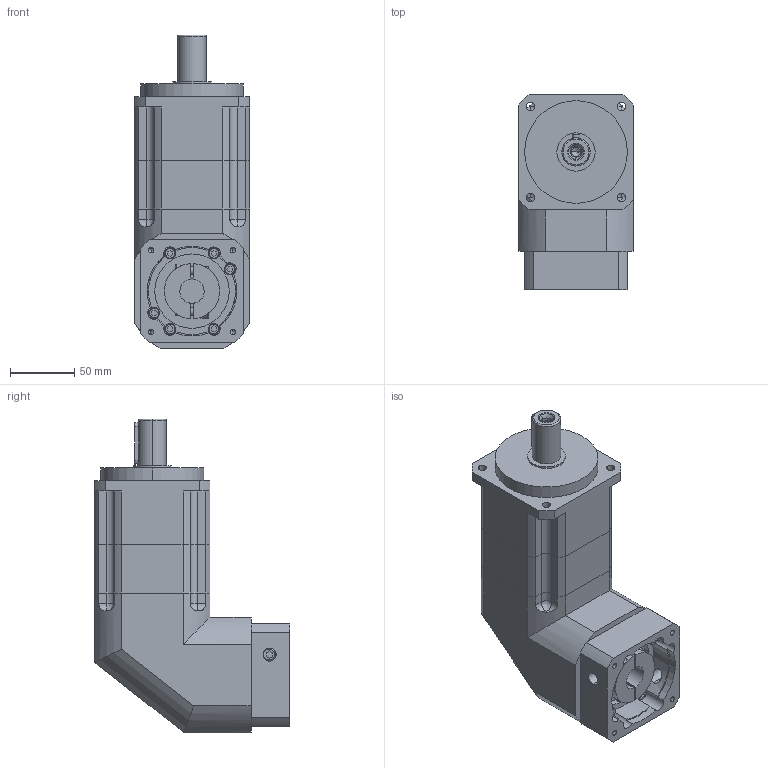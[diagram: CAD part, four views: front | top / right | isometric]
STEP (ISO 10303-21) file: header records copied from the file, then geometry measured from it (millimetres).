
FILE_DESCRIPTION (( 'STEP AP203' ), '1' );
FILE_NAME ('GPBR090-L2-(19-70-90-M5).STEP', '2022-05-26T03:41:52', ( '微软用户' ), ( '微软中国' ), 'SwSTEP 2.0', 'SolidWorks 2018', '' );
FILE_SCHEMA (( 'CONFIG_CONTROL_DESIGN' ));
Length unit declared in the file: millimetre
Products named in the file (1): GPBR090-L2-(19-70-90-M5)
Bounding box: 90 x 152 x 244.5 mm (x, y, z)
Volume: 1666374.1 mm3; surface area: 155746.9 mm2
Topology: 6 solids, 6 shells, 370 faces, 944 edges, 601 vertices
Faces by surface type: plane 175, cylinder 159, torus 18, cone 14, bspline 4
Entity records: 12045 total; most frequent: CARTESIAN_POINT 2845, DIRECTION 1982, ORIENTED_EDGE 1860, EDGE_CURVE 930, AXIS2_PLACEMENT_3D 728, VERTEX_POINT 601, VECTOR 526, LINE 526
